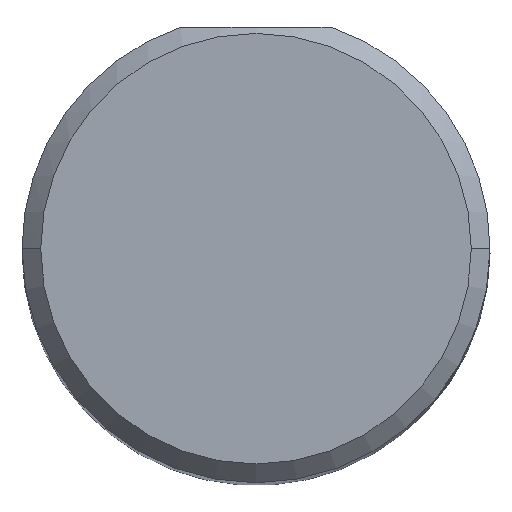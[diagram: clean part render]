
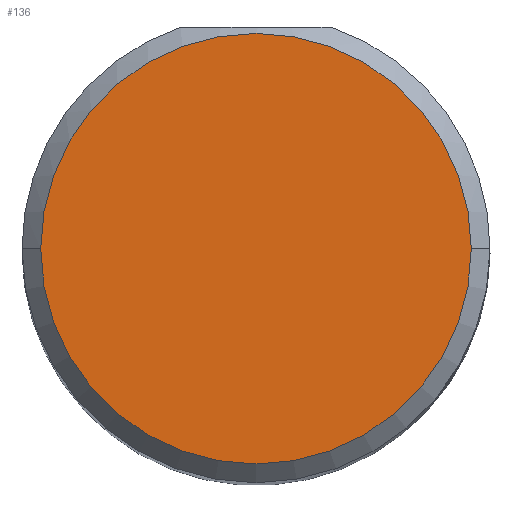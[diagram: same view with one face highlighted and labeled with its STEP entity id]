
A CAD part, top view. The second image highlights one B-rep face of the part: STEP entity #136.
In plain terms, the highlighted planar face has unit normal (0, 0, 1).
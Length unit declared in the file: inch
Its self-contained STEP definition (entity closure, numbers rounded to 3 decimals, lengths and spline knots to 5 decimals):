
#8 = DIRECTION ( 'NONE',  ( 1., 0., 0. ) ) ;
#11 = PLANE ( 'NONE',  #268 ) ;
#79 = AXIS2_PLACEMENT_3D ( 'NONE', #274, #129, #492 ) ;
#98 = CARTESIAN_POINT ( 'NONE',  ( 0.1725, 0., 2.5 ) ) ;
#99 = CARTESIAN_POINT ( 'NONE',  ( -0.1725, 0., 2.5 ) ) ;
#109 = VERTEX_POINT ( 'NONE', #98 ) ;
#129 = DIRECTION ( 'NONE',  ( 0., 0., 1. ) ) ;
#136 = ADVANCED_FACE ( 'NONE', ( #353 ), #11, .T. ) ;
#141 = CARTESIAN_POINT ( 'NONE',  ( 0., 0., 2.5 ) ) ;
#178 = CARTESIAN_POINT ( 'NONE',  ( 0., 0., 2.5 ) ) ;
#200 = EDGE_CURVE ( 'NONE', #522, #109, #406, .T. ) ;
#223 = EDGE_CURVE ( 'NONE', #109, #522, #535, .T. ) ;
#268 = AXIS2_PLACEMENT_3D ( 'NONE', #178, #546, #8 ) ;
#274 = CARTESIAN_POINT ( 'NONE',  ( 0., 0., 2.5 ) ) ;
#300 = EDGE_LOOP ( 'NONE', ( #475, #429 ) ) ;
#353 = FACE_OUTER_BOUND ( 'NONE', #300, .T. ) ;
#379 = DIRECTION ( 'NONE',  ( 1., 0., 0. ) ) ;
#406 = CIRCLE ( 'NONE', #79, 0.1725 ) ;
#419 = DIRECTION ( 'NONE',  ( 0., 0., 1. ) ) ;
#429 = ORIENTED_EDGE ( 'NONE', *, *, #223, .T. ) ;
#475 = ORIENTED_EDGE ( 'NONE', *, *, #200, .T. ) ;
#492 = DIRECTION ( 'NONE',  ( 1., 0., 0. ) ) ;
#512 = AXIS2_PLACEMENT_3D ( 'NONE', #141, #419, #379 ) ;
#522 = VERTEX_POINT ( 'NONE', #99 ) ;
#535 = CIRCLE ( 'NONE', #512, 0.1725 ) ;
#546 = DIRECTION ( 'NONE',  ( 0., 0., 1. ) ) ;
